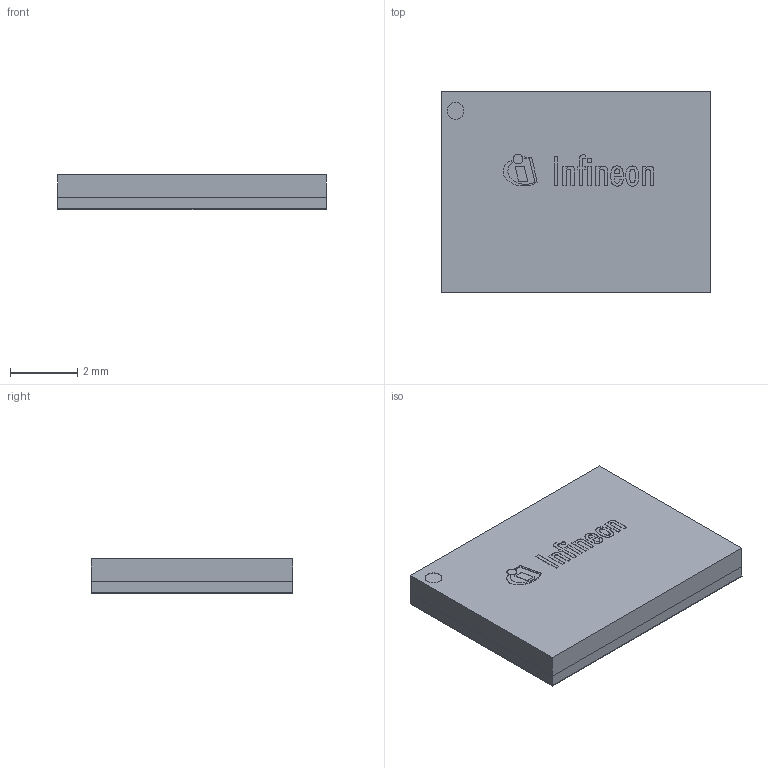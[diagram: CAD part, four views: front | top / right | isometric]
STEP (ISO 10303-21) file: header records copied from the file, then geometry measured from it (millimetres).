
FILE_DESCRIPTION(/* description */ (''),/* implementation_level */ '2;1');
FILE_NAME(/* name */ 'PG-TFLGA-27-2_Z8B00237415_V01_3D.stp',/* time_stamp */ '2022-11-04T18:03:34+06:00',/* author */ ('janartha'),/* organization */ (''),/* preprocessor_version */ 'ST-DEVELOPER v16.13',/* originating_system */ 'AutoCAD Mechanical',/* authorisation */ '');
FILE_SCHEMA (('AUTOMOTIVE_DESIGN { 1 0 10303 214 3 1 1 }'));
Length unit declared in the file: millimetre
Products named in the file (1): Product
Bounding box: 8 x 6 x 1.05 mm (x, y, z)
Volume: 49.7 mm3; surface area: 322.2 mm2
Topology: 32 solids, 32 shells, 399 faces, 1002 edges, 668 vertices
Faces by surface type: plane 361, bspline 20, cylinder 18
Full cylindrical faces by diameter (mm): 0.142 x1, 0.287 x1, 0.5 x2
Entity records: 12045 total; most frequent: CARTESIAN_POINT 2522, ORIENTED_EDGE 1996, DIRECTION 1754, EDGE_CURVE 998, LINE 922, VECTOR 922, VERTEX_POINT 668, EDGE_LOOP 440
